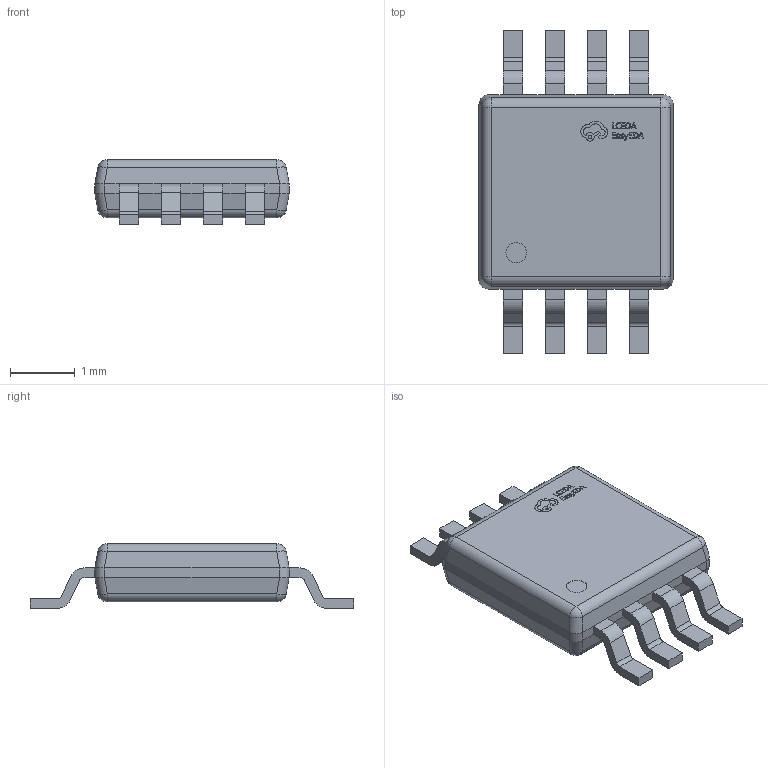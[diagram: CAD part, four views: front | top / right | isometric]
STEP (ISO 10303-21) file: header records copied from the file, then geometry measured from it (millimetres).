
FILE_DESCRIPTION (( 'STEP AP214' ), '1' );
FILE_NAME ('MSOP-8_L3.0-W3.0-P0.65-LS5.0-BL.STEP', '2023-11-24T02:53:46', ( '' ), ( '' ), 'SwSTEP 2.0', 'SolidWorks 2020', '' );
FILE_SCHEMA (( 'AUTOMOTIVE_DESIGN' ));
Length unit declared in the file: millimetre
Products named in the file (1): MSOP-8_L3.0-W3.0-P0.65-LS5.0-BL
Bounding box: 3 x 5 x 1 mm (x, y, z)
Volume: 8.2 mm3; surface area: 35 mm2
Topology: 1 solids, 1 shells, 381 faces, 1021 edges, 662 vertices
Faces by surface type: plane 221, bspline 98, cylinder 54, sphere 8
Entity records: 16496 total; most frequent: CARTESIAN_POINT 3443, ORIENTED_EDGE 2042, DIRECTION 1457, EDGE_CURVE 1021, VECTOR 705, LINE 705, VERTEX_POINT 662, EDGE_LOOP 401
